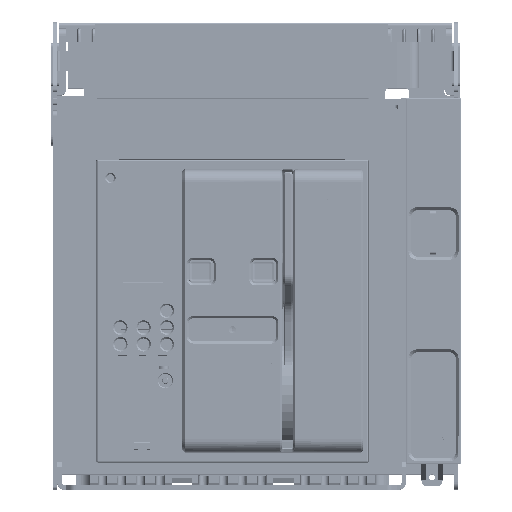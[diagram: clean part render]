
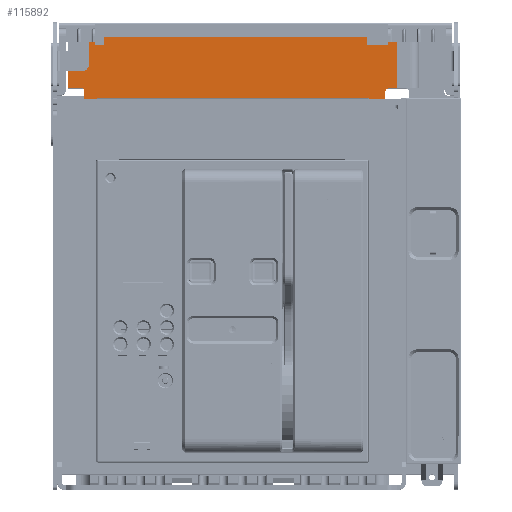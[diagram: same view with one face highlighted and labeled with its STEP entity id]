
A CAD part, top view. The second image highlights one B-rep face of the part: STEP entity #115892.
In plain terms, the highlighted planar face has unit normal (0, 0, 1).
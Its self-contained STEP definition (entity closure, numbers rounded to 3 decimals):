
#22139=DIRECTION('',(-1.,0.,0.));
#22140=VECTOR('',#22139,212.326);
#22141=CARTESIAN_POINT('',(234.126,315.6,-60.));
#22142=LINE('',#22141,#22140);
#25014=DIRECTION('',(0.,-1.,0.));
#25015=VECTOR('',#25014,6.414);
#25016=CARTESIAN_POINT('',(18.3,275.4,-60.));
#25017=LINE('',#25016,#25015);
#25569=DIRECTION('',(-1.,0.,0.));
#25570=VECTOR('',#25569,207.318);
#25571=CARTESIAN_POINT('',(225.618,268.986,-60.));
#25572=LINE('',#25571,#25570);
#25573=CARTESIAN_POINT('',(17.3,275.4,-60.));
#25574=DIRECTION('',(0.,0.,1.));
#25575=DIRECTION('',(1.,0.,0.));
#25576=AXIS2_PLACEMENT_3D('',#25573,#25574,#25575);
#25578=DIRECTION('',(-1.,0.,0.));
#25579=VECTOR('',#25578,10.2);
#25580=CARTESIAN_POINT('',(17.3,276.4,-60.));
#25581=LINE('',#25580,#25579);
#25582=DIRECTION('',(0.,1.,0.));
#25583=VECTOR('',#25582,11.6);
#25584=CARTESIAN_POINT('',(7.1,276.4,-60.));
#25585=LINE('',#25584,#25583);
#25586=CARTESIAN_POINT('',(16.8,293.,-60.));
#25587=DIRECTION('',(0.,0.,1.));
#25588=DIRECTION('',(0.,-1.,0.));
#25589=AXIS2_PLACEMENT_3D('',#25586,#25587,#25588);
#25591=DIRECTION('',(0.,1.,0.));
#25592=VECTOR('',#25591,22.6);
#25593=CARTESIAN_POINT('',(21.8,293.,-60.));
#25594=LINE('',#25593,#25592);
#25595=DIRECTION('',(0.,-1.,0.));
#25596=VECTOR('',#25595,39.2);
#25597=CARTESIAN_POINT('',(234.126,315.6,-60.));
#25598=LINE('',#25597,#25596);
#25599=CARTESIAN_POINT('',(228.3,273.9,-60.));
#25600=DIRECTION('',(0.,0.,1.));
#25601=DIRECTION('',(0.,1.,0.));
#25602=AXIS2_PLACEMENT_3D('',#25599,#25600,#25601);
#25604=DIRECTION('',(0.,-1.,0.));
#25605=VECTOR('',#25604,3.955);
#25606=CARTESIAN_POINT('',(225.8,273.9,-60.));
#25607=LINE('',#25606,#25605);
#25608=CARTESIAN_POINT('',(223.3,269.945,-60.));
#25609=DIRECTION('',(0.,0.,-1.));
#25610=DIRECTION('',(1.,0.,0.));
#25611=AXIS2_PLACEMENT_3D('',#25608,#25609,#25610);
#25613=DIRECTION('',(-0.303,-0.953,0.));
#25614=VECTOR('',#25613,0.211);
#25615=CARTESIAN_POINT('',(225.682,269.187,-60.));
#25616=LINE('',#25615,#25614);
#25680=DIRECTION('',(-1.,0.,0.));
#25681=VECTOR('',#25680,9.7);
#25682=CARTESIAN_POINT('',(16.8,288.,-60.));
#25683=LINE('',#25682,#25681);
#25734=DIRECTION('',(1.,0.,0.));
#25735=VECTOR('',#25734,5.826);
#25736=CARTESIAN_POINT('',(228.3,276.4,-60.));
#25737=LINE('',#25736,#25735);
#64901=CARTESIAN_POINT('',(18.3,268.986,-60.));
#64902=VERTEX_POINT('',#64901);
#64903=CARTESIAN_POINT('',(225.618,268.986,-60.));
#64904=VERTEX_POINT('',#64903);
#66496=CARTESIAN_POINT('',(18.3,275.4,-60.));
#66497=VERTEX_POINT('',#66496);
#66556=CARTESIAN_POINT('',(225.682,269.187,-60.));
#66557=VERTEX_POINT('',#66556);
#66558=CARTESIAN_POINT('',(17.3,276.4,-60.));
#66559=VERTEX_POINT('',#66558);
#66560=CARTESIAN_POINT('',(7.1,276.4,-60.));
#66561=VERTEX_POINT('',#66560);
#66562=CARTESIAN_POINT('',(7.1,288.,-60.));
#66563=VERTEX_POINT('',#66562);
#66564=CARTESIAN_POINT('',(16.8,288.,-60.));
#66565=VERTEX_POINT('',#66564);
#66566=CARTESIAN_POINT('',(21.8,293.,-60.));
#66567=VERTEX_POINT('',#66566);
#66568=CARTESIAN_POINT('',(21.8,315.6,-60.));
#66569=VERTEX_POINT('',#66568);
#66570=CARTESIAN_POINT('',(234.126,315.6,-60.));
#66571=VERTEX_POINT('',#66570);
#66572=CARTESIAN_POINT('',(234.126,276.4,-60.));
#66573=VERTEX_POINT('',#66572);
#66574=CARTESIAN_POINT('',(228.3,276.4,-60.));
#66575=VERTEX_POINT('',#66574);
#66576=CARTESIAN_POINT('',(225.8,273.9,-60.));
#66577=VERTEX_POINT('',#66576);
#66578=CARTESIAN_POINT('',(225.8,269.945,-60.));
#66579=VERTEX_POINT('',#66578);
#115859=CARTESIAN_POINT('',(223.3,315.6,-60.));
#115860=DIRECTION('',(0.,0.,1.));
#115861=DIRECTION('',(1.,0.,0.));
#115862=AXIS2_PLACEMENT_3D('',#115859,#115860,#115861);
#115863=PLANE('',#115862);
#115864=ORIENTED_EDGE('',*,*,#107043,.T.);
#115865=ORIENTED_EDGE('',*,*,#115104,.F.);
#115867=ORIENTED_EDGE('',*,*,#115866,.T.);
#115869=ORIENTED_EDGE('',*,*,#115868,.T.);
#115871=ORIENTED_EDGE('',*,*,#115870,.T.);
#115873=ORIENTED_EDGE('',*,*,#115872,.F.);
#115875=ORIENTED_EDGE('',*,*,#115874,.T.);
#115877=ORIENTED_EDGE('',*,*,#115876,.T.);
#115878=ORIENTED_EDGE('',*,*,#112010,.F.);
#115880=ORIENTED_EDGE('',*,*,#115879,.T.);
#115882=ORIENTED_EDGE('',*,*,#115881,.F.);
#115884=ORIENTED_EDGE('',*,*,#115883,.T.);
#115886=ORIENTED_EDGE('',*,*,#115885,.T.);
#115888=ORIENTED_EDGE('',*,*,#115887,.T.);
#115889=ORIENTED_EDGE('',*,*,#115851,.T.);
#115890=EDGE_LOOP('',(#115864,#115865,#115867,#115869,#115871,#115873,#115875,
#115877,#115878,#115880,#115882,#115884,#115886,#115888,#115889));
#115891=FACE_OUTER_BOUND('',#115890,.F.);
#115892=ADVANCED_FACE('',(#115891),#115863,.T.);
#25577=CIRCLE('',#25576,1.);
#25590=CIRCLE('',#25589,5.);
#25603=CIRCLE('',#25602,2.5);
#25612=CIRCLE('',#25611,2.5);
#107043=EDGE_CURVE('',#64904,#64902,#25572,.T.);
#112010=EDGE_CURVE('',#66571,#66569,#22142,.T.);
#115104=EDGE_CURVE('',#66497,#64902,#25017,.T.);
#115851=EDGE_CURVE('',#66557,#64904,#25616,.T.);
#115866=EDGE_CURVE('',#66497,#66559,#25577,.T.);
#115868=EDGE_CURVE('',#66559,#66561,#25581,.T.);
#115870=EDGE_CURVE('',#66561,#66563,#25585,.T.);
#115872=EDGE_CURVE('',#66565,#66563,#25683,.T.);
#115874=EDGE_CURVE('',#66565,#66567,#25590,.T.);
#115876=EDGE_CURVE('',#66567,#66569,#25594,.T.);
#115879=EDGE_CURVE('',#66571,#66573,#25598,.T.);
#115881=EDGE_CURVE('',#66575,#66573,#25737,.T.);
#115883=EDGE_CURVE('',#66575,#66577,#25603,.T.);
#115885=EDGE_CURVE('',#66577,#66579,#25607,.T.);
#115887=EDGE_CURVE('',#66579,#66557,#25612,.T.);
